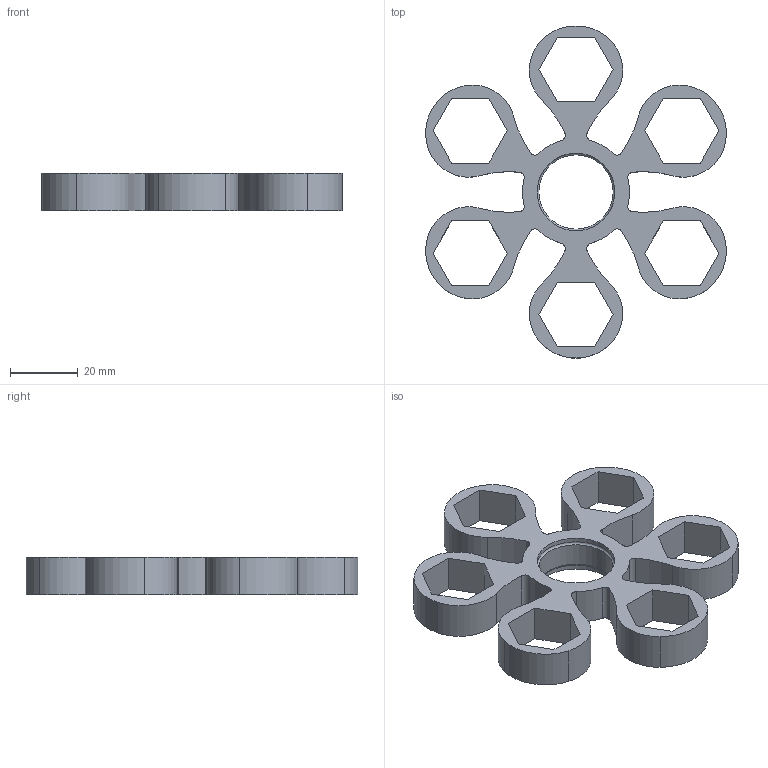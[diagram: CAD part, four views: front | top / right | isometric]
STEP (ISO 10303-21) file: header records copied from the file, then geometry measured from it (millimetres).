
FILE_DESCRIPTION(/* description */ (''),/* implementation_level */ '2;1');
FILE_NAME(/* name */ 'base.stp',/* time_stamp */ '2017-05-16T20:32:31-04:00',/* author */ ('Mark'),/* organization */ (''),/* preprocessor_version */ 'ST-DEVELOPER v16.1',/* originating_system */ 'Autodesk Inventor 2016',/* authorisation */ '');
FILE_SCHEMA (('AUTOMOTIVE_DESIGN { 1 0 10303 214 3 1 1 }'));
Length unit declared in the file: inch
Products named in the file (1): base
Bounding box: 88.99 x 98.32 x 11.13 mm (x, y, z)
Volume: 26432.6 mm3; surface area: 16551.4 mm2
Topology: 1 solids, 1 shells, 91 faces, 265 edges, 176 vertices
Faces by surface type: cylinder 51, plane 38, torus 2
Full cylindrical faces by diameter (mm): 22 x1, 23 x2
Entity records: 3056 total; most frequent: DIRECTION 544, CARTESIAN_POINT 524, ORIENTED_EDGE 516, EDGE_CURVE 258, AXIS2_PLACEMENT_3D 194, VERTEX_POINT 174, LINE 156, VECTOR 156
